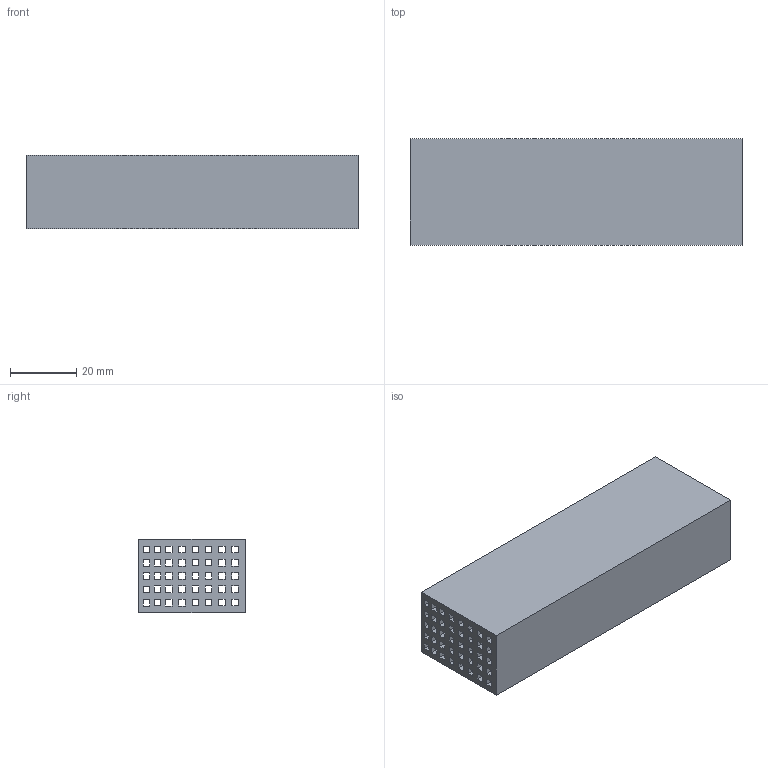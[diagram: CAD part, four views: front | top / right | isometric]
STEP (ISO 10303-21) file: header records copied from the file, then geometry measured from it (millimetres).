
FILE_DESCRIPTION (( 'STEP AP214' ), '1' );
FILE_NAME ('porous.STEP', '2025-07-17T12:04:47', ( '' ), ( '' ), 'SwSTEP 2.0', 'SolidWorks 2025', '' );
FILE_SCHEMA (( 'AUTOMOTIVE_DESIGN' ));
Length unit declared in the file: millimetre
Products named in the file (1): porous
Bounding box: 100 x 32 x 22 mm (x, y, z)
Volume: 54096.7 mm3; surface area: 44181.7 mm2
Topology: 1 solids, 1 shells, 166 faces, 492 edges, 328 vertices
Faces by surface type: plane 166
Entity records: 5619 total; most frequent: CARTESIAN_POINT 987, ORIENTED_EDGE 984, DIRECTION 826, LINE 492, VECTOR 492, EDGE_CURVE 492, VERTEX_POINT 328, EDGE_LOOP 246
